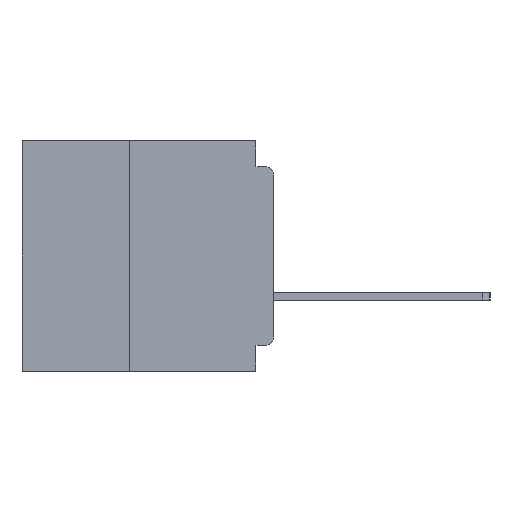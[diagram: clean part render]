
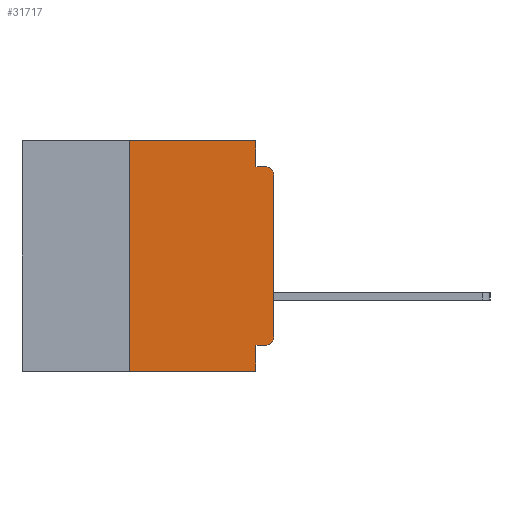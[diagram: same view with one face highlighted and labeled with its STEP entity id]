
A CAD part, left-side view. The second image highlights one B-rep face of the part: STEP entity #31717.
In plain terms, the highlighted planar face has unit normal (-1, 0, 0).
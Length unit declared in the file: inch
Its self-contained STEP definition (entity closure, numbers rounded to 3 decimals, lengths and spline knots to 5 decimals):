
#42 = PLANE ( 'NONE',  #9715 ) ;
#1852 = LINE ( 'NONE', #8728, #38871 ) ;
#3731 = DIRECTION ( 'NONE',  ( 0., -1., 0. ) ) ;
#5507 = VECTOR ( 'NONE', #35173, 39.37008 ) ;
#6150 = DIRECTION ( 'NONE',  ( 0., 1., 0. ) ) ;
#7748 = DIRECTION ( 'NONE',  ( 1., 0., 0. ) ) ;
#8728 = CARTESIAN_POINT ( 'NONE',  ( 0., 0.031, 0. ) ) ;
#8919 = CARTESIAN_POINT ( 'NONE',  ( 0., 0.015, -0.045 ) ) ;
#9691 = VECTOR ( 'NONE', #39238, 39.37008 ) ;
#9715 = AXIS2_PLACEMENT_3D ( 'NONE', #26803, #7748, #34513 ) ;
#9725 = ORIENTED_EDGE ( 'NONE', *, *, #28439, .F. ) ;
#9728 = VERTEX_POINT ( 'NONE', #8919 ) ;
#10037 = CARTESIAN_POINT ( 'NONE',  ( 0., 0., -0.355 ) ) ;
#10651 = EDGE_CURVE ( 'NONE', #12516, #29520, #38471, .T. ) ;
#11073 = CARTESIAN_POINT ( 'NONE',  ( 0., 0., 0. ) ) ;
#11293 = LINE ( 'NONE', #48088, #39310 ) ;
#11727 = CARTESIAN_POINT ( 'NONE',  ( 0., 0.015, -0.06 ) ) ;
#12282 = CARTESIAN_POINT ( 'NONE',  ( 0., 0.25, -0.4 ) ) ;
#12419 = CIRCLE ( 'NONE', #44210, 0.015 ) ;
#12516 = VERTEX_POINT ( 'NONE', #30386 ) ;
#13608 = CARTESIAN_POINT ( 'NONE',  ( 0., 0.25, 0. ) ) ;
#14704 = DIRECTION ( 'NONE',  ( -1., 0., 0. ) ) ;
#15368 = FACE_OUTER_BOUND ( 'NONE', #48317, .T. ) ;
#15577 = DIRECTION ( 'NONE',  ( 0., 0., -1. ) ) ;
#15703 = LINE ( 'NONE', #12282, #5507 ) ;
#18754 = EDGE_CURVE ( 'NONE', #41545, #32058, #32166, .T. ) ;
#19499 = ORIENTED_EDGE ( 'NONE', *, *, #23574, .F. ) ;
#19677 = VERTEX_POINT ( 'NONE', #46811 ) ;
#20166 = VERTEX_POINT ( 'NONE', #31667 ) ;
#21478 = DIRECTION ( 'NONE',  ( 0., -1., 0. ) ) ;
#21962 = EDGE_CURVE ( 'NONE', #23931, #19677, #47221, .T. ) ;
#22001 = VECTOR ( 'NONE', #30114, 39.37008 ) ;
#23574 = EDGE_CURVE ( 'NONE', #40423, #9728, #11293, .T. ) ;
#23931 = VERTEX_POINT ( 'NONE', #13608 ) ;
#26803 = CARTESIAN_POINT ( 'NONE',  ( 0., 0.437, 0. ) ) ;
#26953 = CARTESIAN_POINT ( 'NONE',  ( 0., 0., -0.06 ) ) ;
#28439 = EDGE_CURVE ( 'NONE', #19677, #40423, #1852, .T. ) ;
#29044 = VECTOR ( 'NONE', #6150, 39.37008 ) ;
#29520 = VERTEX_POINT ( 'NONE', #31869 ) ;
#29921 = DIRECTION ( 'NONE',  ( 0., 0., 1. ) ) ;
#30114 = DIRECTION ( 'NONE',  ( 0., -1., 0. ) ) ;
#30386 = CARTESIAN_POINT ( 'NONE',  ( 0., 0.015, -0.355 ) ) ;
#31667 = CARTESIAN_POINT ( 'NONE',  ( 0., 0.031, -0.355 ) ) ;
#31717 = ADVANCED_FACE ( 'NONE', ( #15368 ), #42, .F. ) ;
#31869 = CARTESIAN_POINT ( 'NONE',  ( 0., 0., -0.34 ) ) ;
#32058 = VERTEX_POINT ( 'NONE', #47745 ) ;
#32166 = LINE ( 'NONE', #49063, #22001 ) ;
#32573 = ORIENTED_EDGE ( 'NONE', *, *, #45030, .F. ) ;
#32649 = ORIENTED_EDGE ( 'NONE', *, *, #47033, .F. ) ;
#33379 = CARTESIAN_POINT ( 'NONE',  ( 0., 0.031, -0.045 ) ) ;
#34513 = DIRECTION ( 'NONE',  ( 0., 0., -1. ) ) ;
#34656 = VERTEX_POINT ( 'NONE', #26953 ) ;
#34955 = ORIENTED_EDGE ( 'NONE', *, *, #44592, .T. ) ;
#35109 = ORIENTED_EDGE ( 'NONE', *, *, #10651, .T. ) ;
#35173 = DIRECTION ( 'NONE',  ( 0., 0., 1. ) ) ;
#35938 = VECTOR ( 'NONE', #3731, 39.37008 ) ;
#36003 = ORIENTED_EDGE ( 'NONE', *, *, #49373, .T. ) ;
#36434 = EDGE_CURVE ( 'NONE', #20166, #32058, #49016, .T. ) ;
#37576 = CARTESIAN_POINT ( 'NONE',  ( 0., 0.015, -0.34 ) ) ;
#38346 = ORIENTED_EDGE ( 'NONE', *, *, #36434, .F. ) ;
#38418 = DIRECTION ( 'NONE',  ( -1., 0., 0. ) ) ;
#38430 = ORIENTED_EDGE ( 'NONE', *, *, #18754, .T. ) ;
#38471 = CIRCLE ( 'NONE', #38965, 0.015 ) ;
#38871 = VECTOR ( 'NONE', #39080, 39.37008 ) ;
#38965 = AXIS2_PLACEMENT_3D ( 'NONE', #37576, #14704, #41381 ) ;
#39080 = DIRECTION ( 'NONE',  ( 0., 0., -1. ) ) ;
#39161 = LINE ( 'NONE', #10037, #29044 ) ;
#39238 = DIRECTION ( 'NONE',  ( 0., 0., -1. ) ) ;
#39310 = VECTOR ( 'NONE', #21478, 39.37008 ) ;
#40423 = VERTEX_POINT ( 'NONE', #33379 ) ;
#40425 = LINE ( 'NONE', #11073, #41620 ) ;
#41381 = DIRECTION ( 'NONE',  ( 0., 0., -1. ) ) ;
#41545 = VERTEX_POINT ( 'NONE', #44638 ) ;
#41620 = VECTOR ( 'NONE', #29921, 39.37008 ) ;
#43457 = ORIENTED_EDGE ( 'NONE', *, *, #21962, .F. ) ;
#44210 = AXIS2_PLACEMENT_3D ( 'NONE', #11727, #38418, #15577 ) ;
#44592 = EDGE_CURVE ( 'NONE', #29520, #34656, #40425, .T. ) ;
#44638 = CARTESIAN_POINT ( 'NONE',  ( 0., 0.25, -0.4 ) ) ;
#45030 = EDGE_CURVE ( 'NONE', #12516, #20166, #39161, .T. ) ;
#46811 = CARTESIAN_POINT ( 'NONE',  ( 0., 0.031, 0. ) ) ;
#46870 = CARTESIAN_POINT ( 'NONE',  ( 0., 0.031, -0.4 ) ) ;
#47033 = EDGE_CURVE ( 'NONE', #41545, #23931, #15703, .T. ) ;
#47221 = LINE ( 'NONE', #49408, #35938 ) ;
#47745 = CARTESIAN_POINT ( 'NONE',  ( 0., 0.031, -0.4 ) ) ;
#48088 = CARTESIAN_POINT ( 'NONE',  ( 0., 0., -0.045 ) ) ;
#48317 = EDGE_LOOP ( 'NONE', ( #34955, #36003, #19499, #9725, #43457, #32649, #38430, #38346, #32573, #35109 ) ) ;
#49016 = LINE ( 'NONE', #46870, #9691 ) ;
#49063 = CARTESIAN_POINT ( 'NONE',  ( 0., 0.437, -0.4 ) ) ;
#49373 = EDGE_CURVE ( 'NONE', #34656, #9728, #12419, .T. ) ;
#49408 = CARTESIAN_POINT ( 'NONE',  ( 0., 0.437, 0. ) ) ;
